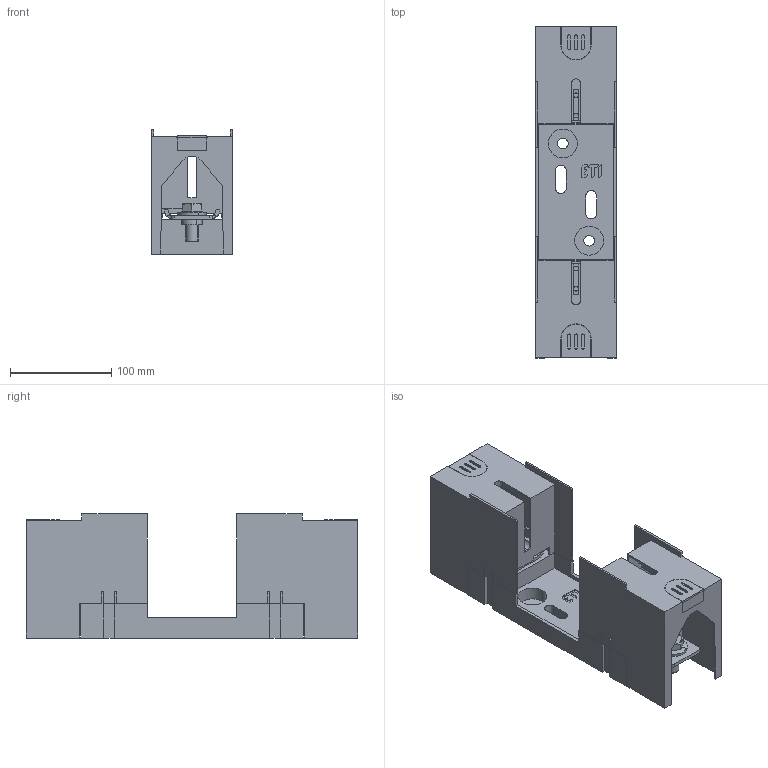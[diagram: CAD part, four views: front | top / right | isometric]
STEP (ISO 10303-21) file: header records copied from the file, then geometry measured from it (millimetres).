
FILE_DESCRIPTION((''),'2;1');
FILE_NAME('U3611300_L_NH-SICHERUNGSUNTERTE_ASM','2021-04-12T',('marketing.praksa'),('Audax d.o.o.'),'CREO PARAMETRIC BY PTC INC, 2017480','CREO PARAMETRIC BY PTC INC, 2017480','');
FILE_SCHEMA(('AUTOMOTIVE_DESIGN { 1 0 10303 214 1 1 1 1 }'));
Length unit declared in the file: millimetre
Products named in the file (9): 34148_L_KONTAKTABDECKUNG_GR_3; 34153_L01_CLIP; 66905_SPANNSCHEIBE_DIN_6796_12; 68276_SECHSKANTSCHRAUBE_M12X30; 56986_01_L01_LYRAKONTAKT_GR_3; 60185_SETZMUTTER_M12; PRT0111; WL-BASE; U3611300_L_NH-SICHERUNGSUNTERTE_ASM
Assembly tree (14 placements, depth 2):
  U3611300_L_NH-SICHERUNGSUNTERTE_ASM
    34148_L_KONTAKTABDECKUNG_GR_3  x2
    34153_L01_CLIP  x2
    66905_SPANNSCHEIBE_DIN_6796_12  x2
    68276_SECHSKANTSCHRAUBE_M12X30  x2
    56986_01_L01_LYRAKONTAKT_GR_3  x2
    60185_SETZMUTTER_M12  x2
    PRT0111
    WL-BASE
Bounding box: 80 x 327.6 x 122.5 mm (x, y, z)
Volume: 576114.5 mm3; surface area: 264493.6 mm2
Topology: 16 solids, 16 shells, 539 faces, 1530 edges, 1030 vertices
Faces by surface type: plane 363, cylinder 144, cone 32
Entity records: 18778 total; most frequent: CARTESIAN_POINT 2273, ORIENTED_EDGE 2106, DIRECTION 2088, PRESENTATION_STYLE_ASSIGNMENT 1437, STYLED_ITEM 1437, CURVE_STYLE 1053, EDGE_CURVE 1053, VECTOR 792
